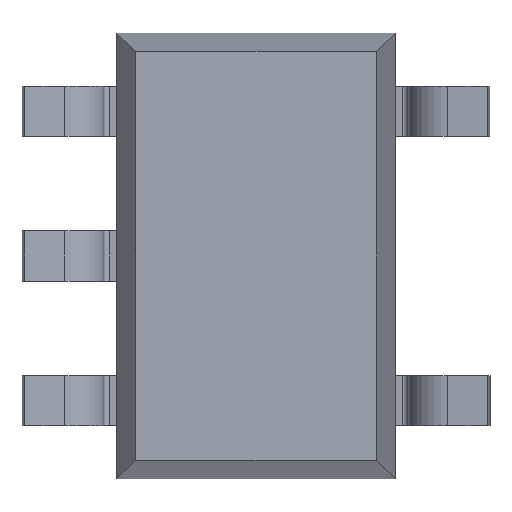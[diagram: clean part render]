
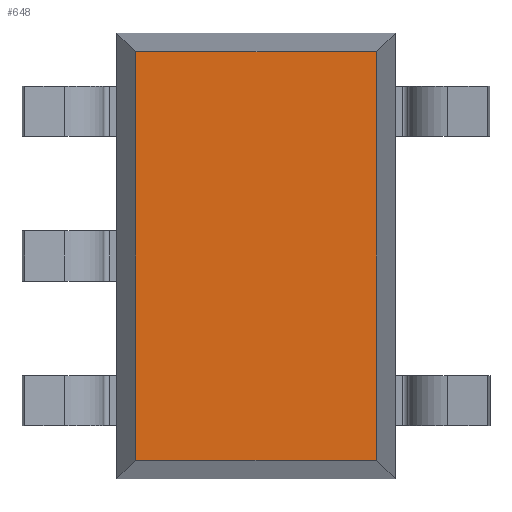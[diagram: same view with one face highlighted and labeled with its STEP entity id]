
A CAD part, front view. The second image highlights one B-rep face of the part: STEP entity #648.
In plain terms, the highlighted planar face has unit normal (0, -1, 0).
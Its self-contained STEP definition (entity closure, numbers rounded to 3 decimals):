
#208 = EDGE_CURVE ( 'NONE', #1602, #300, #1754, .T. ) ;
#258 = VECTOR ( 'NONE', #386, 1000. ) ;
#300 = VERTEX_POINT ( 'NONE', #1682 ) ;
#353 = CARTESIAN_POINT ( 'NONE',  ( 0.541, 0.1, -0.916 ) ) ;
#361 = CARTESIAN_POINT ( 'NONE',  ( -6.46, 0.1, 0.916 ) ) ;
#386 = DIRECTION ( 'NONE',  ( 0., 0., -1. ) ) ;
#489 = VERTEX_POINT ( 'NONE', #353 ) ;
#530 = VECTOR ( 'NONE', #1227, 1000. ) ;
#590 = CARTESIAN_POINT ( 'NONE',  ( 0.541, 0.1, 1. ) ) ;
#648 = ADVANCED_FACE ( 'NONE', ( #1125 ), #1933, .F. ) ;
#771 = EDGE_CURVE ( 'NONE', #300, #489, #2417, .T. ) ;
#772 = VECTOR ( 'NONE', #2196, 1000. ) ;
#843 = AXIS2_PLACEMENT_3D ( 'NONE', #1326, #1537, #1945 ) ;
#949 = LINE ( 'NONE', #361, #772 ) ;
#1125 = FACE_OUTER_BOUND ( 'NONE', #1601, .T. ) ;
#1145 = ORIENTED_EDGE ( 'NONE', *, *, #208, .T. ) ;
#1227 = DIRECTION ( 'NONE',  ( 1., 0., 0. ) ) ;
#1326 = CARTESIAN_POINT ( 'NONE',  ( -0.541, 0.1, 1. ) ) ;
#1419 = EDGE_CURVE ( 'NONE', #1826, #489, #1803, .T. ) ;
#1537 = DIRECTION ( 'NONE',  ( 0., 1., 0. ) ) ;
#1601 = EDGE_LOOP ( 'NONE', ( #2355, #2012, #1145, #1621 ) ) ;
#1602 = VERTEX_POINT ( 'NONE', #1703 ) ;
#1621 = ORIENTED_EDGE ( 'NONE', *, *, #771, .T. ) ;
#1682 = CARTESIAN_POINT ( 'NONE',  ( -0.541, 0.1, -0.916 ) ) ;
#1703 = CARTESIAN_POINT ( 'NONE',  ( -0.541, 0.1, 0.916 ) ) ;
#1754 = LINE ( 'NONE', #1848, #1925 ) ;
#1789 = CARTESIAN_POINT ( 'NONE',  ( -6.46, 0.1, -0.916 ) ) ;
#1803 = LINE ( 'NONE', #590, #258 ) ;
#1826 = VERTEX_POINT ( 'NONE', #1982 ) ;
#1848 = CARTESIAN_POINT ( 'NONE',  ( -0.541, 0.1, 1. ) ) ;
#1925 = VECTOR ( 'NONE', #2666, 1000. ) ;
#1933 = PLANE ( 'NONE',  #843 ) ;
#1945 = DIRECTION ( 'NONE',  ( 0., 0., 1. ) ) ;
#1982 = CARTESIAN_POINT ( 'NONE',  ( 0.541, 0.1, 0.916 ) ) ;
#2012 = ORIENTED_EDGE ( 'NONE', *, *, #2041, .F. ) ;
#2041 = EDGE_CURVE ( 'NONE', #1602, #1826, #949, .T. ) ;
#2196 = DIRECTION ( 'NONE',  ( 1., 0., 0. ) ) ;
#2355 = ORIENTED_EDGE ( 'NONE', *, *, #1419, .F. ) ;
#2417 = LINE ( 'NONE', #1789, #530 ) ;
#2666 = DIRECTION ( 'NONE',  ( 0., 0., -1. ) ) ;
